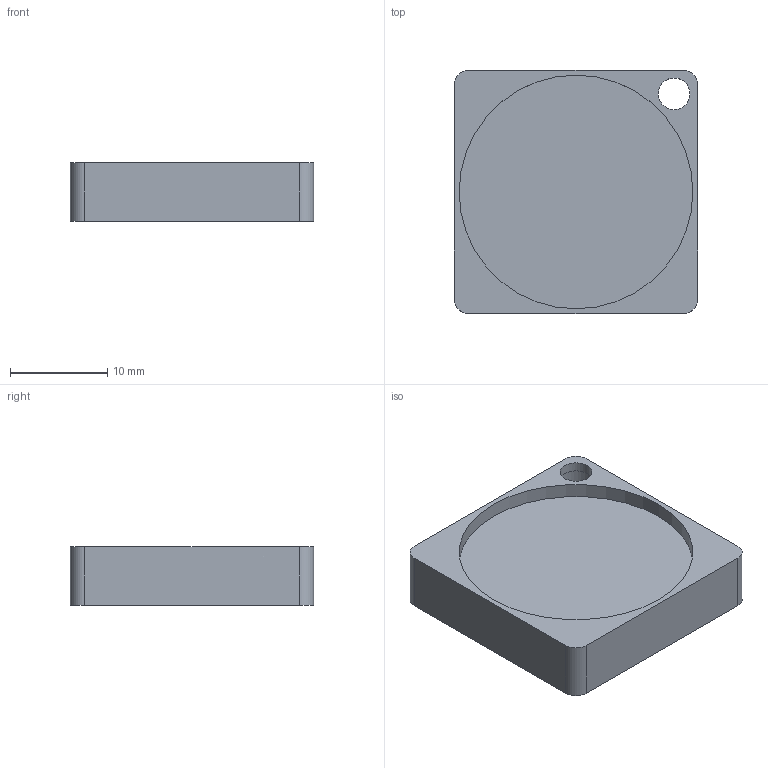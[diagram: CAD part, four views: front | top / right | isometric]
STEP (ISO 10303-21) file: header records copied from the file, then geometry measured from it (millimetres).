
FILE_DESCRIPTION(/* description */ (''),/* implementation_level */ '2;1');
FILE_NAME(/* name */ 'IR_MiniHolder_Medium_3mm.step',/* time_stamp */ '2020-09-21T01:36:13+02:00',/* author */ (''),/* organization */ (''),/* preprocessor_version */ 'ST-DEVELOPER v18.1',/* originating_system */ 'Autodesk Translation Framework v9.3.0.1241',/* authorisation */ '');
FILE_SCHEMA (('AUTOMOTIVE_DESIGN { 1 0 10303 214 3 1 1 }'));
Length unit declared in the file: millimetre
Products named in the file (1): IR_MiniHolder_Medium_3mm
Bounding box: 25 x 25 x 6 mm (x, y, z)
Volume: 1638 mm3; surface area: 2268.4 mm2
Topology: 1 solids, 1 shells, 45 faces, 123 edges, 82 vertices
Faces by surface type: plane 23, cylinder 21, torus 1
Full cylindrical faces by diameter (mm): 3.25 x1, 4.2 x1, 24 x1
Entity records: 1483 total; most frequent: CARTESIAN_POINT 272, DIRECTION 257, ORIENTED_EDGE 246, EDGE_CURVE 123, AXIS2_PLACEMENT_3D 91, VERTEX_POINT 82, LINE 75, VECTOR 75
